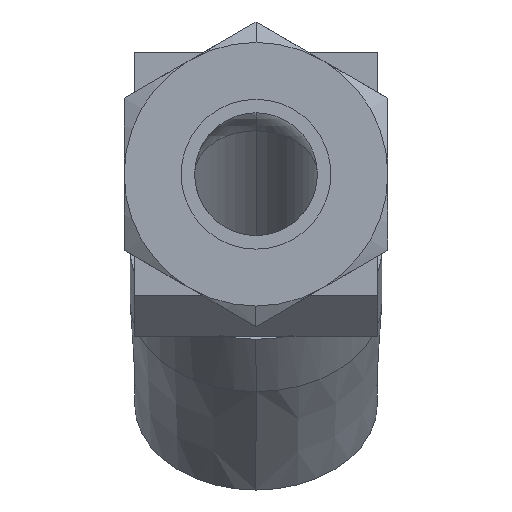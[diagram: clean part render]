
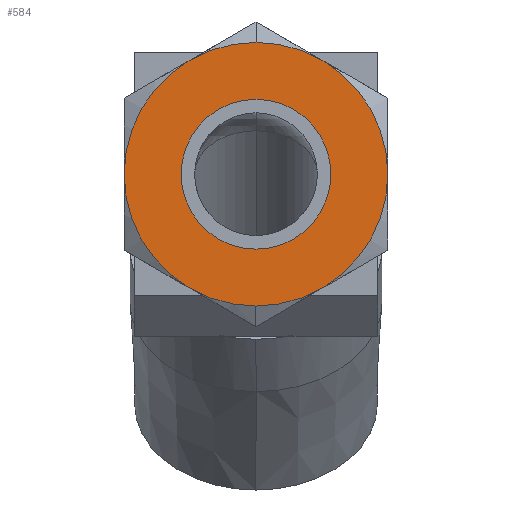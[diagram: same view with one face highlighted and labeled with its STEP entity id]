
A CAD part, left-side view. The second image highlights one B-rep face of the part: STEP entity #584.
In plain terms, the highlighted planar face has unit normal (-1, 0, 0).
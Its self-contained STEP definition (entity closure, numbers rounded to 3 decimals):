
#474=CARTESIAN_POINT('POINT31',(0.,
   0.,11.176));
#475=VERTEX_POINT('VERTEX31',#474);
#486=CARTESIAN_POINT('POINT32',(0.,
   0.,-11.176));
#487=VERTEX_POINT('VERTEX32',#486);
#494=CARTESIAN_POINT('POS25',(0.,0.,0.))
   ;
#495=DIRECTION('DIR37',(1.,0.,0.));
#496=DIRECTION('DIR38',(0.,0.,1.));
#497=AXIS2_PLACEMENT_3D('AXIS13',#494,#495,#496);
#498=CIRCLE('ELLIPSE4',#497,11.176);
#499=EDGE_CURVE('EDGE55',#487,#475,#498,.T.);
#510=EDGE_CURVE('EDGE56',#475,#487,#498,.T.);
#560=CARTESIAN_POINT('POINT35',(0.,0.,
   -6.35));
#561=VERTEX_POINT('VERTEX35',#560);
#562=CARTESIAN_POINT('POINT36',(0.,
   0.,6.35));
#563=VERTEX_POINT('VERTEX36',#562);
#564=CARTESIAN_POINT('POS31',(0.,0.,0.));
#565=DIRECTION('DIR47',(1.,0.,0.));
#566=DIRECTION('DIR48',(0.,0.,-1.));
#567=AXIS2_PLACEMENT_3D('AXIS17',#564,#565,#566);
#568=CIRCLE('ELLIPSE6',#567,6.35);
#569=EDGE_CURVE('EDGE61',#561,#563,#568,.T.);
#570=ORIENTED_EDGE('COEDGE117',*,*,#569,.T.);
#571=EDGE_CURVE('EDGE62',#563,#561,#568,.T.);
#572=ORIENTED_EDGE('COEDGE118',*,*,#571,.T.);
#573=EDGE_LOOP('NONE',(#570,#572));
#574=FACE_BOUND('LOOP1',#573,.T.);
#575=ORIENTED_EDGE('COEDGE119',*,*,#510,.F.);
#576=ORIENTED_EDGE('COEDGE120',*,*,#499,.F.);
#577=EDGE_LOOP('NONE',(#575,#576));
#578=FACE_BOUND('LOOP1',#577,.T.);
#579=CARTESIAN_POINT('POS32',(0.,0.,
   5.588));
#580=DIRECTION('DIR49',(-1.,0.,0.));
#581=DIRECTION('DIR50',(0.,1.,0.));
#582=AXIS2_PLACEMENT_3D('AXIS18',#579,#580,#581);
#583=PLANE('PLANE8',#582);
#584=ADVANCED_FACE('FACE28',(#574,#578),#583,.T.);
